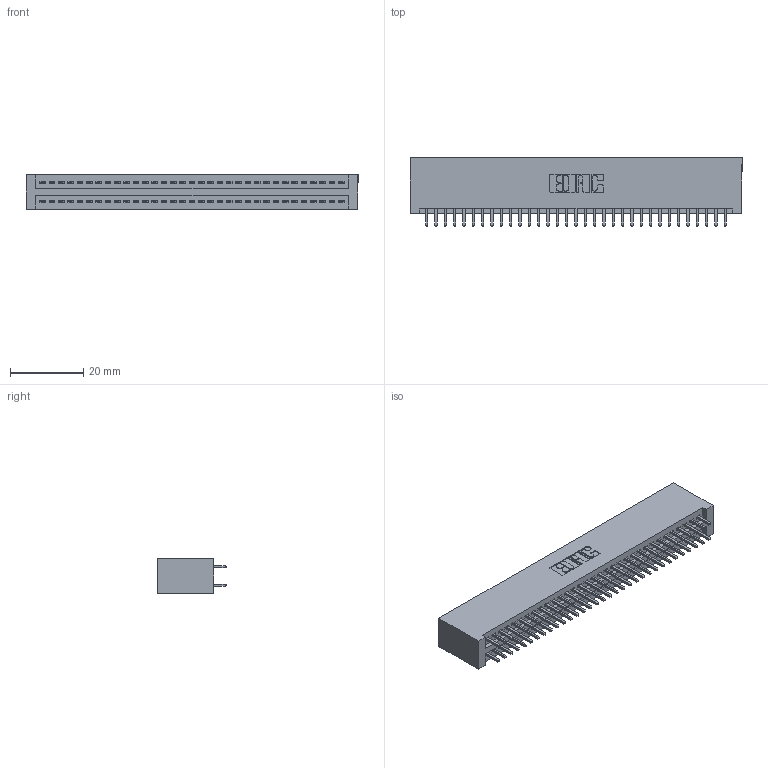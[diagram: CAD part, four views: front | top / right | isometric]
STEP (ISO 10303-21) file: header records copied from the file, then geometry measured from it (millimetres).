
FILE_DESCRIPTION (( 'STEP AP203' ), '1' );
FILE_NAME ('395-066-521-201.STEP', '2019-10-23T19:59:05', ( '' ), ( '' ), 'SwSTEP 2.0', 'SolidWorks 2016', '' );
FILE_SCHEMA (( 'CONFIG_CONTROL_DESIGN' ));
Length unit declared in the file: inch
Products named in the file (3): 345-292-001_345-293-121; 395-066-521-201; 345 Part_No Mounting Lugs
Assembly tree (67 placements, depth 2):
  395-066-521-201
    345 Part_No Mounting Lugs
    345-292-001_345-293-121  x66
Bounding box: 90.42 x 18.72 x 9.4 mm (x, y, z)
Volume: 9289.3 mm3; surface area: 13684.8 mm2
Topology: 67 solids, 67 shells, 3418 faces, 10151 edges, 6678 vertices
Faces by surface type: plane 2254, cylinder 1164
Entity records: 26845 total; most frequent: CARTESIAN_POINT 4508, ORIENTED_EDGE 4442, DIRECTION 3981, EDGE_CURVE 2221, LINE 1965, VECTOR 1965, VERTEX_POINT 1478, AXIS2_PLACEMENT_3D 1008
